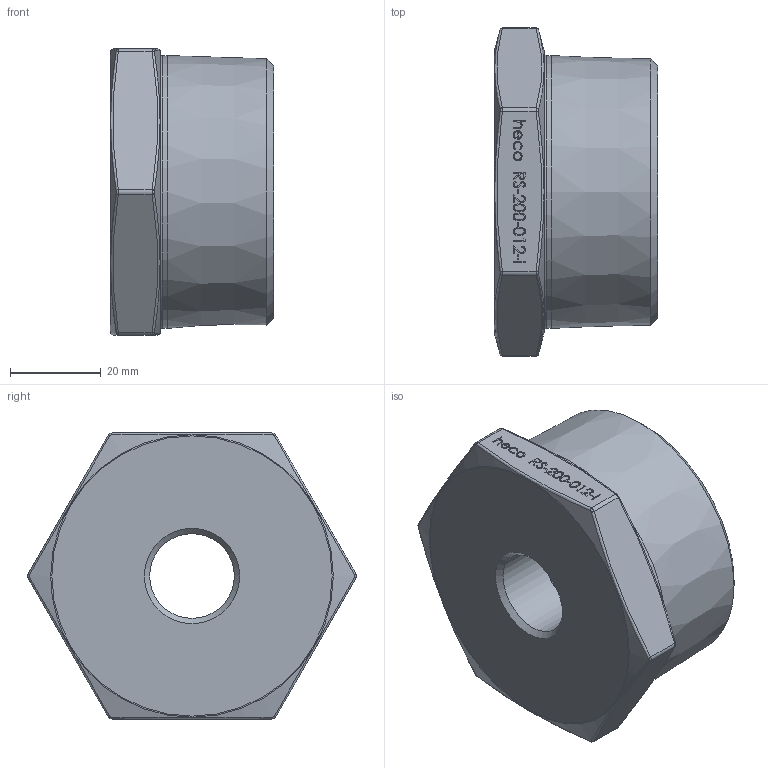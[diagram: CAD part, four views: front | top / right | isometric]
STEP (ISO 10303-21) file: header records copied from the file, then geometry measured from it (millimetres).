
FILE_DESCRIPTION (( 'STEP AP214' ), '1' );
FILE_NAME ('RS-200-012-I 2401.STEP', '2024-01-12T10:23:20', ( '' ), ( '' ), 'SwSTEP 2.0', 'SolidWorks 2019', '' );
FILE_SCHEMA (( 'AUTOMOTIVE_DESIGN' ));
Length unit declared in the file: millimetre
Products named in the file (1): RS-200-012-I 2401
Bounding box: 36 x 72.43 x 63 mm (x, y, z)
Volume: 92819.5 mm3; surface area: 15137.6 mm2
Topology: 1 solids, 1 shells, 230 faces, 582 edges, 378 vertices
Faces by surface type: bspline 118, plane 92, cylinder 9, cone 6, torus 5
Full cylindrical faces by diameter (mm): 18.631 x1, 24 x1, 60.083 x1
Entity records: 14840 total; most frequent: CARTESIAN_POINT 8297, ORIENTED_EDGE 1126, DIRECTION 594, EDGE_CURVE 563, VERTEX_POINT 373, VECTOR 286, LINE 286, EDGE_LOOP 270
